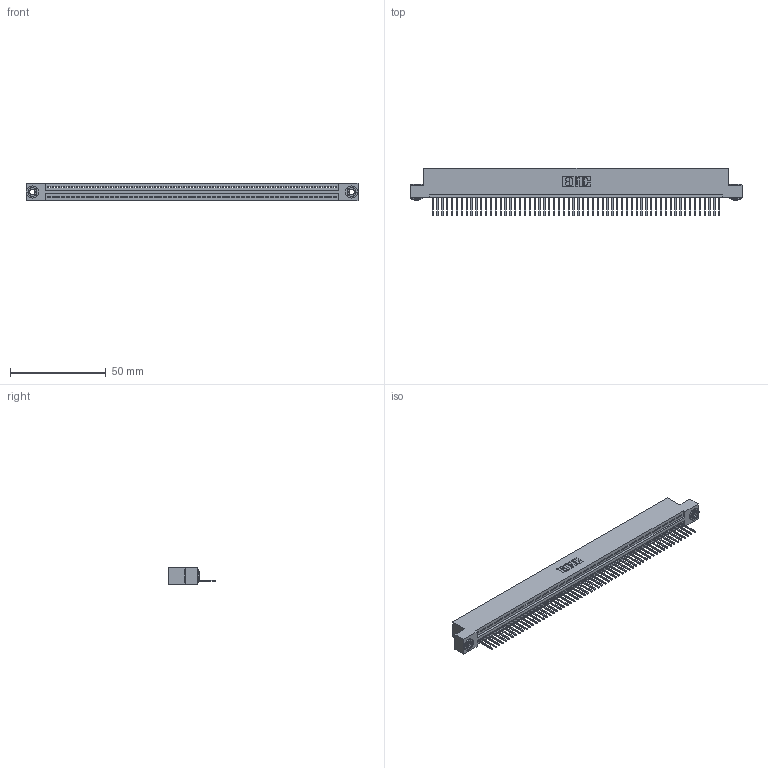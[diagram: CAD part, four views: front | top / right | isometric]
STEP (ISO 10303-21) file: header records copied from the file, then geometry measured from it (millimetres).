
FILE_DESCRIPTION (( 'STEP AP203' ), '1' );
FILE_NAME ('345-060-523-103.STEP', '2019-10-10T22:11:02', ( '' ), ( '' ), 'SwSTEP 2.0', 'SolidWorks 2016', '' );
FILE_SCHEMA (( 'CONFIG_CONTROL_DESIGN' ));
Length unit declared in the file: inch
Products named in the file (4): 345-292-001_345-293-123; 345 Part_Flush Mounting Lugs - 0.156 Dia-TH; 345-250-002_345-250-002-102; 345-060-523-103
Assembly tree (63 placements, depth 2):
  345-060-523-103
    345 Part_Flush Mounting Lugs - 0.156 Dia-TH
    345-292-001_345-293-123  x60
    345-250-002_345-250-002-102  x2
Bounding box: 173.61 x 24.82 x 9.4 mm (x, y, z)
Volume: 16633.2 mm3; surface area: 22628.5 mm2
Topology: 63 solids, 63 shells, 3644 faces, 10977 edges, 7234 vertices
Faces by surface type: plane 2490, cylinder 1146, cone 8
Entity records: 43402 total; most frequent: CARTESIAN_POINT 7495, ORIENTED_EDGE 7482, DIRECTION 6551, EDGE_CURVE 3741, LINE 3345, VECTOR 3345, VERTEX_POINT 2490, AXIS2_PLACEMENT_3D 1603
